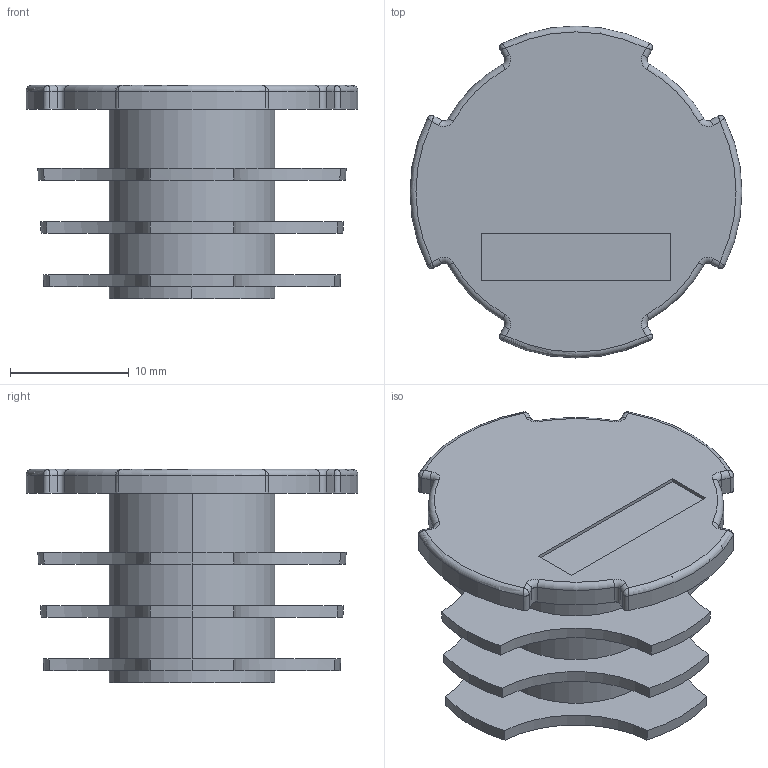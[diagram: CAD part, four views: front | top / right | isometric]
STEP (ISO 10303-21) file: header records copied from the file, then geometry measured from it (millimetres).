
FILE_DESCRIPTION (( 'STEP AP214' ), '1' );
FILE_NAME ('B407 Çàãëóøêà òîðöåâàÿ äëÿ òðóáíîãî ïðîôèëÿ Ô28.STEP', '2024-02-06T12:39:22', ( '' ), ( '' ), 'SwSTEP 2.0', 'SolidWorks 2022', '' );
FILE_SCHEMA (( 'AUTOMOTIVE_DESIGN' ));
Length unit declared in the file: millimetre
Products named in the file (1): B407 Заглушка торцевая для трубного профиля Ф28
Bounding box: 28 x 28 x 18 mm (x, y, z)
Volume: 2429.3 mm3; surface area: 4068.3 mm2
Topology: 1 solids, 1 shells, 117 faces, 278 edges, 172 vertices
Faces by surface type: cylinder 55, plane 23, torus 16, cone 15, bspline 8
Entity records: 5387 total; most frequent: CARTESIAN_POINT 1364, DIRECTION 598, ORIENTED_EDGE 556, EDGE_CURVE 278, AXIS2_PLACEMENT_3D 258, VERTEX_POINT 172, CIRCLE 148, EDGE_LOOP 126
